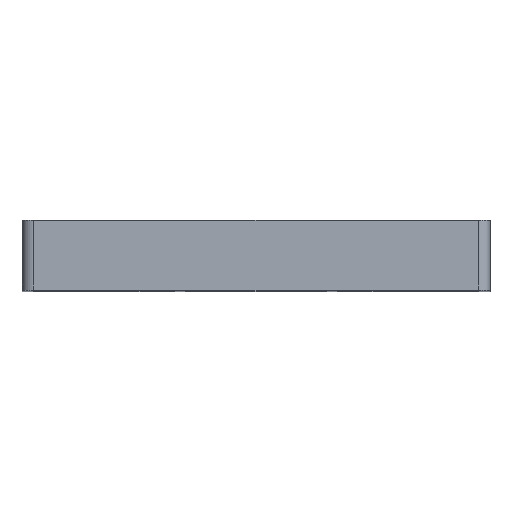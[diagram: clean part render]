
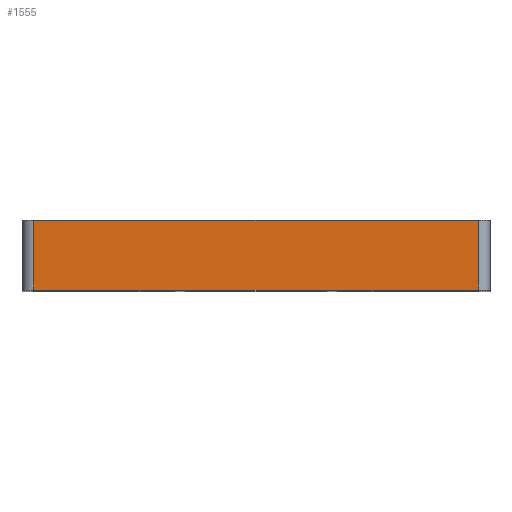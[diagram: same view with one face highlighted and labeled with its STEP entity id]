
A CAD part, top view. The second image highlights one B-rep face of the part: STEP entity #1555.
In plain terms, the highlighted planar face has unit normal (0, 0, 1).
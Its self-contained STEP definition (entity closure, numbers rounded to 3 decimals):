
#597=CARTESIAN_POINT('',(-190.75,57.0,447.0));
#598=VERTEX_POINT('',#597);
#606=CARTESIAN_POINT('',(190.75,57.0,447.0));
#607=VERTEX_POINT('',#606);
#608=CARTESIAN_POINT('',(-190.75,57.0,447.0));
#609=DIRECTION('',(1.0,0.0,0.0));
#610=VECTOR('',#609,381.5);
#611=LINE('',#608,#610);
#612=EDGE_CURVE('',#598,#607,#611,.T.);
#1010=CARTESIAN_POINT('',(190.75,-3.0,447.0));
#1011=VERTEX_POINT('',#1010);
#1019=CARTESIAN_POINT('',(-190.75,-3.0,447.0));
#1020=VERTEX_POINT('',#1019);
#1021=CARTESIAN_POINT('',(190.75,-3.0,447.0));
#1022=DIRECTION('',(-1.0,0.0,0.0));
#1023=VECTOR('',#1022,381.5);
#1024=LINE('',#1021,#1023);
#1025=EDGE_CURVE('',#1011,#1020,#1024,.T.);
#1479=CARTESIAN_POINT('',(190.75,57.0,447.0));
#1480=DIRECTION('',(0.0,-1.0,0.0));
#1481=VECTOR('',#1480,60.0);
#1482=LINE('',#1479,#1481);
#1483=EDGE_CURVE('',#607,#1011,#1482,.T.);
#1535=CARTESIAN_POINT('',(-190.75,-3.0,447.0));
#1536=DIRECTION('',(0.0,1.0,0.0));
#1537=VECTOR('',#1536,60.0);
#1538=LINE('',#1535,#1537);
#1539=EDGE_CURVE('',#1020,#598,#1538,.T.);
#1544=CARTESIAN_POINT('',(-200.75,0.0,447.0));
#1545=DIRECTION('',(0.0,0.0,1.0));
#1546=DIRECTION('',(1.0,0.0,0.0));
#1547=AXIS2_PLACEMENT_3D('',#1544,#1545,#1546);
#1548=PLANE('',#1547);
#1549=ORIENTED_EDGE('',*,*,#1483,.F.);
#1550=ORIENTED_EDGE('',*,*,#612,.F.);
#1551=ORIENTED_EDGE('',*,*,#1539,.F.);
#1552=ORIENTED_EDGE('',*,*,#1025,.F.);
#1553=EDGE_LOOP('',(#1549,#1550,#1551,#1552));
#1554=FACE_OUTER_BOUND('',#1553,.T.);
#1555=ADVANCED_FACE('',(#1554),#1548,.T.);
